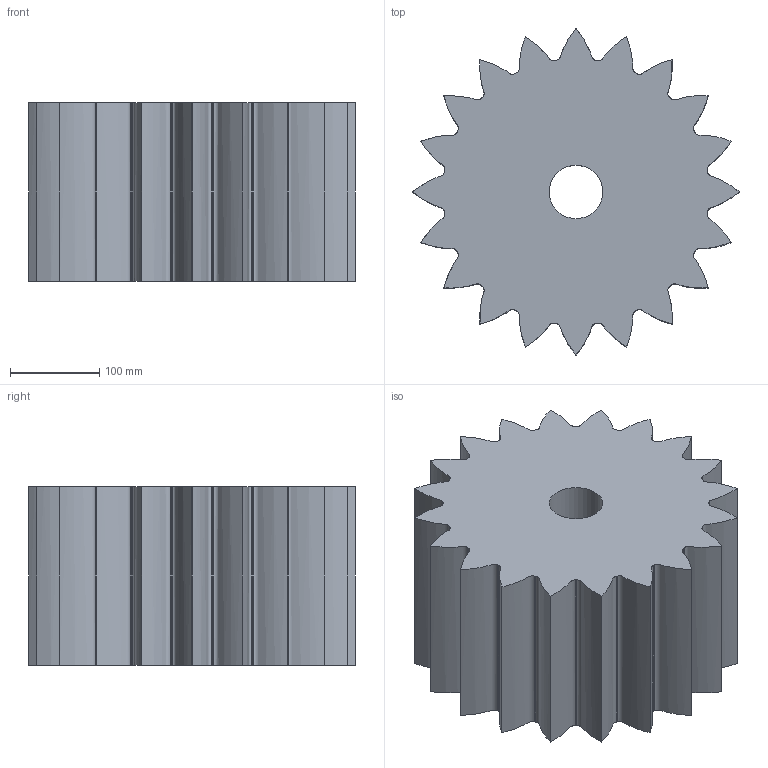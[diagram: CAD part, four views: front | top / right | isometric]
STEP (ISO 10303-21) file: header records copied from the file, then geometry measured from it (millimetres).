
FILE_DESCRIPTION( ( 'STEP AP203' ), '1' );
FILE_NAME( 'x=1,2.stp', ' ', ( ' ' ), ( ' ' ), 'PSStep 18.0.17', ' ', ' ' );
FILE_SCHEMA( ( 'CONFIG_CONTROL_DESIGN' ) );
Length unit declared in the file: metre
Products named in the file (1): 1
Bounding box: 366 x 366 x 200 mm (x, y, z)
Volume: 16343092.7 mm3; surface area: 553412.3 mm2
Topology: 1 solids, 1 shells, 103 faces, 303 edges, 202 vertices
Faces by surface type: bspline 80, cylinder 21, plane 2
Full cylindrical faces by diameter (mm): 60 x1
Entity records: 14802 total; most frequent: CARTESIAN_POINT 12528, ORIENTED_EDGE 604, EDGE_CURVE 302, DIRECTION 232, VERTEX_POINT 202, B_SPLINE_CURVE_WITH_KNOTS 160, EDGE_LOOP 106, FACE_OUTER_BOUND 104
